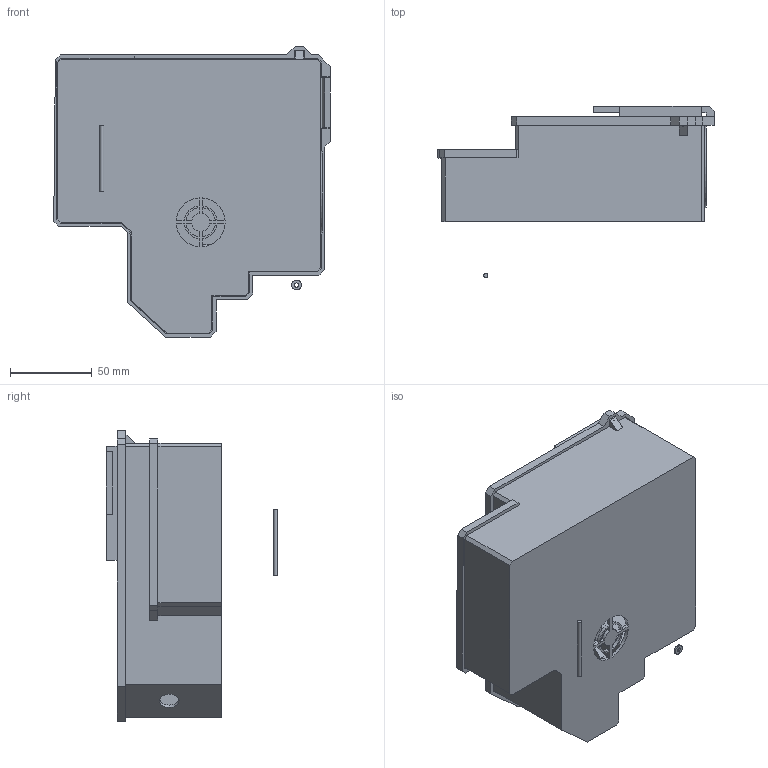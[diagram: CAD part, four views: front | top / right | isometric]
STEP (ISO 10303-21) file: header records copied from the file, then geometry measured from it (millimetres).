
FILE_DESCRIPTION(/* description */ ('STEP AP242','CAx-IF Rec.Pracs.---Representation and Presentation of Product Manufacturing Information (PMI)---4.0---2014-10-13','CAx-IF Rec.Pracs.---3D Tessellated Geometry---0.4---2014-09-14','2;1'),/* implementation_level */ '2;1');
FILE_NAME(/* name */ '68c1878dc9f2cbe702d840e7',/* time_stamp */ '2025-09-10T14:13:34Z',/* author */ (''),/* organization */ (''),/* preprocessor_version */ 'ST-DEVELOPER v20',/* originating_system */ 'ONSHAPE BY PTC INC, 1.203',/* authorisation */ ' ');
FILE_SCHEMA (('AP242_MANAGED_MODEL_BASED_3D_ENGINEERING_MIM_LF { 1 0 10303 442 1 1 4 }'));
Length unit declared in the file: metre
Products named in the file (7): Pin Hinge; arduinoSpacer; CardReaderLid; Door; Lid; MainBox; PinLock
Bounding box: 169.47 x 104.88 x 178 mm (x, y, z)
Volume: 249554.9 mm3; surface area: 204748.1 mm2
Topology: 7 solids, 7 shells, 369 faces, 987 edges, 655 vertices
Faces by surface type: plane 284, cylinder 70, cone 15
Full cylindrical faces by diameter (mm): 2.5 x3, 2.6 x1, 3 x36, 3.5 x1, 5 x4, 6 x1, 12 x1, 19.5 x2, 43.797 x1, 50 x1
Entity records: 11352 total; most frequent: CARTESIAN_POINT 1962, ORIENTED_EDGE 1830, DIRECTION 1818, EDGE_CURVE 915, LINE 756, VECTOR 756, VERTEX_POINT 649, AXIS2_PLACEMENT_3D 531
